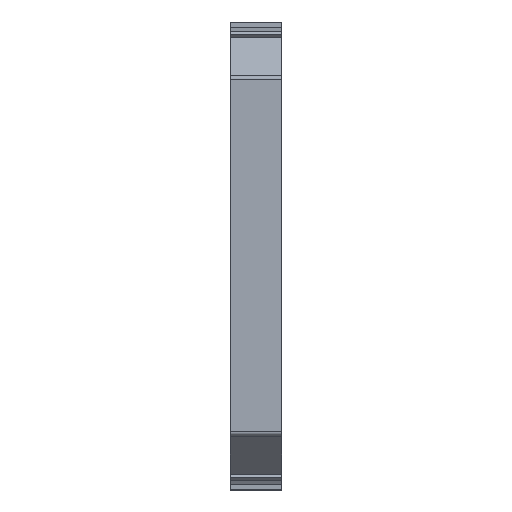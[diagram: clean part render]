
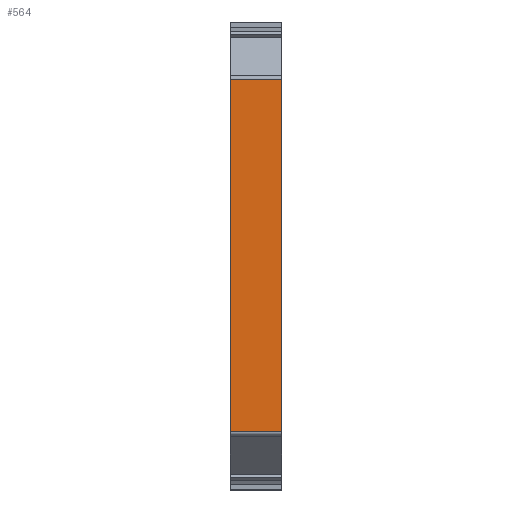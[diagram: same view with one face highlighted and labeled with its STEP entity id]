
A CAD part, top view. The second image highlights one B-rep face of the part: STEP entity #564.
In plain terms, the highlighted planar face has unit normal (0, 0, 1).
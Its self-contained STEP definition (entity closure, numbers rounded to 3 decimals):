
#76 = EDGE_LOOP ( 'NONE', ( #931, #305, #1358, #1386 ) ) ;
#267 = VERTEX_POINT ( 'NONE', #464 ) ;
#305 = ORIENTED_EDGE ( 'NONE', *, *, #328, .F. ) ;
#318 = VERTEX_POINT ( 'NONE', #659 ) ;
#328 = EDGE_CURVE ( 'NONE', #1167, #267, #695, .T. ) ;
#341 = EDGE_CURVE ( 'NONE', #1378, #1167, #796, .T. ) ;
#422 = CARTESIAN_POINT ( 'NONE',  ( 3., 20.866, 33.5 ) ) ;
#464 = CARTESIAN_POINT ( 'NONE',  ( -3., -20.511, 33.5 ) ) ;
#564 = ADVANCED_FACE ( 'NONE', ( #979 ), #980, .F. ) ;
#659 = CARTESIAN_POINT ( 'NONE',  ( -3., 20.866, 33.5 ) ) ;
#695 = LINE ( 'NONE', #696, #697 ) ;
#696 = CARTESIAN_POINT ( 'NONE',  ( 3., -20.511, 33.5 ) ) ;
#697 = VECTOR ( 'NONE', #698, 1000. ) ;
#698 = DIRECTION ( 'NONE',  ( -1., 0., 0. ) ) ;
#727 = EDGE_CURVE ( 'NONE', #1378, #318, #1034, .T. ) ;
#796 = LINE ( 'NONE', #797, #798 ) ;
#797 = CARTESIAN_POINT ( 'NONE',  ( 3., -20.511, 33.5 ) ) ;
#798 = VECTOR ( 'NONE', #799, 1000. ) ;
#799 = DIRECTION ( 'NONE',  ( 0., -1., 0. ) ) ;
#931 = ORIENTED_EDGE ( 'NONE', *, *, #1226, .T. ) ;
#979 = FACE_OUTER_BOUND ( 'NONE', #76, .T. ) ;
#980 = PLANE ( 'NONE',  #981 ) ;
#981 = AXIS2_PLACEMENT_3D ( 'NONE', #982, #983, #984 ) ;
#982 = CARTESIAN_POINT ( 'NONE',  ( 3., -20.511, 33.5 ) ) ;
#983 = DIRECTION ( 'NONE',  ( 0., 0., -1. ) ) ;
#984 = DIRECTION ( 'NONE',  ( -1., 0., 0. ) ) ;
#1034 = LINE ( 'NONE', #1035, #1036 ) ;
#1035 = CARTESIAN_POINT ( 'NONE',  ( 3., 20.866, 33.5 ) ) ;
#1036 = VECTOR ( 'NONE', #1039, 1000. ) ;
#1039 = DIRECTION ( 'NONE',  ( -1., 0., 0. ) ) ;
#1167 = VERTEX_POINT ( 'NONE', #1233 ) ;
#1226 = EDGE_CURVE ( 'NONE', #318, #267, #1274, .T. ) ;
#1233 = CARTESIAN_POINT ( 'NONE',  ( 3., -20.511, 33.5 ) ) ;
#1274 = LINE ( 'NONE', #1275, #1276 ) ;
#1275 = CARTESIAN_POINT ( 'NONE',  ( -3., -20.511, 33.5 ) ) ;
#1276 = VECTOR ( 'NONE', #1277, 1000. ) ;
#1277 = DIRECTION ( 'NONE',  ( 0., -1., 0. ) ) ;
#1358 = ORIENTED_EDGE ( 'NONE', *, *, #341, .F. ) ;
#1378 = VERTEX_POINT ( 'NONE', #422 ) ;
#1386 = ORIENTED_EDGE ( 'NONE', *, *, #727, .T. ) ;
